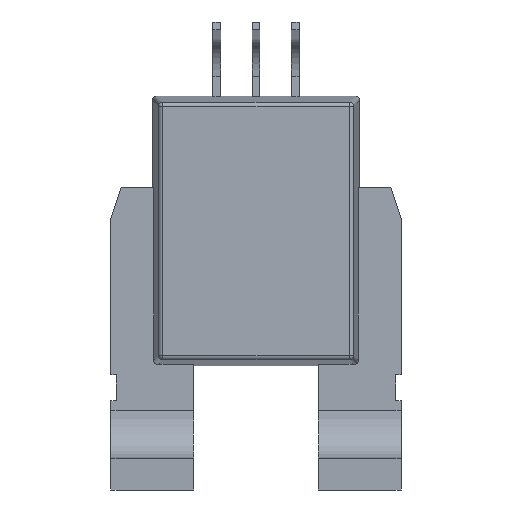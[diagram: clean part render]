
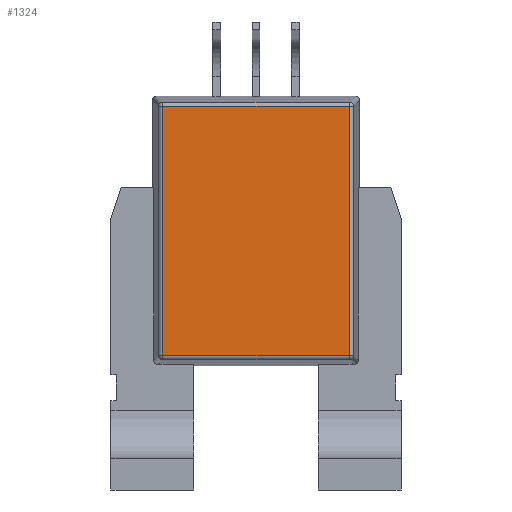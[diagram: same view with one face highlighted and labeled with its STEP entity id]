
A CAD part, front view. The second image highlights one B-rep face of the part: STEP entity #1324.
In plain terms, the highlighted planar face has unit normal (0, -1, 0).
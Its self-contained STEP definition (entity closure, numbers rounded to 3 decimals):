
#70 = CARTESIAN_POINT ( 'NONE',  ( -4.511, 0., 0. ) ) ;
#181 = VERTEX_POINT ( 'NONE', #293 ) ;
#205 = CARTESIAN_POINT ( 'NONE',  ( 0., 0., -6.011 ) ) ;
#293 = CARTESIAN_POINT ( 'NONE',  ( 4.511, 0., 6.011 ) ) ;
#362 = VECTOR ( 'NONE', #1007, 1000. ) ;
#370 = ORIENTED_EDGE ( 'NONE', *, *, #3162, .T. ) ;
#393 = CARTESIAN_POINT ( 'NONE',  ( 0., 0., 6.011 ) ) ;
#531 = CARTESIAN_POINT ( 'NONE',  ( 4.511, 0., 0. ) ) ;
#581 = EDGE_CURVE ( 'NONE', #1230, #181, #2056, .T. ) ;
#741 = FACE_OUTER_BOUND ( 'NONE', #1889, .T. ) ;
#1007 = DIRECTION ( 'NONE',  ( -1., 0., 0. ) ) ;
#1040 = VECTOR ( 'NONE', #2600, 1000. ) ;
#1050 = VERTEX_POINT ( 'NONE', #1571 ) ;
#1056 = VECTOR ( 'NONE', #3177, 1000. ) ;
#1226 = ORIENTED_EDGE ( 'NONE', *, *, #581, .T. ) ;
#1230 = VERTEX_POINT ( 'NONE', #3237 ) ;
#1324 = ADVANCED_FACE ( 'NONE', ( #741 ), #2695, .T. ) ;
#1409 = AXIS2_PLACEMENT_3D ( 'NONE', #2158, #2415, #1539 ) ;
#1539 = DIRECTION ( 'NONE',  ( 0., 0., -1. ) ) ;
#1571 = CARTESIAN_POINT ( 'NONE',  ( -4.511, 0., 6.011 ) ) ;
#1701 = LINE ( 'NONE', #205, #1056 ) ;
#1889 = EDGE_LOOP ( 'NONE', ( #3478, #1226, #2233, #370 ) ) ;
#1950 = CARTESIAN_POINT ( 'NONE',  ( -4.511, 0., -6.011 ) ) ;
#2056 = LINE ( 'NONE', #531, #1040 ) ;
#2158 = CARTESIAN_POINT ( 'NONE',  ( 0., 0., 0. ) ) ;
#2225 = LINE ( 'NONE', #393, #362 ) ;
#2233 = ORIENTED_EDGE ( 'NONE', *, *, #3784, .T. ) ;
#2384 = VECTOR ( 'NONE', #3364, 1000. ) ;
#2397 = VERTEX_POINT ( 'NONE', #1950 ) ;
#2415 = DIRECTION ( 'NONE',  ( 0., -1., 0. ) ) ;
#2586 = EDGE_CURVE ( 'NONE', #2397, #1230, #1701, .T. ) ;
#2600 = DIRECTION ( 'NONE',  ( 0., 0., 1. ) ) ;
#2695 = PLANE ( 'NONE',  #1409 ) ;
#3162 = EDGE_CURVE ( 'NONE', #1050, #2397, #3489, .T. ) ;
#3177 = DIRECTION ( 'NONE',  ( 1., 0., 0. ) ) ;
#3237 = CARTESIAN_POINT ( 'NONE',  ( 4.511, 0., -6.011 ) ) ;
#3364 = DIRECTION ( 'NONE',  ( 0., 0., -1. ) ) ;
#3478 = ORIENTED_EDGE ( 'NONE', *, *, #2586, .T. ) ;
#3489 = LINE ( 'NONE', #70, #2384 ) ;
#3784 = EDGE_CURVE ( 'NONE', #181, #1050, #2225, .T. ) ;
